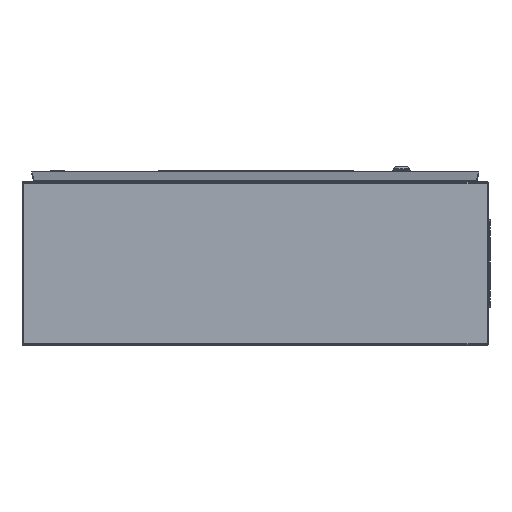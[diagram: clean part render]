
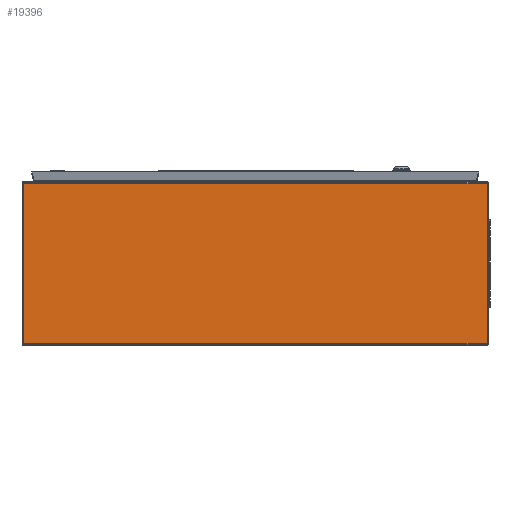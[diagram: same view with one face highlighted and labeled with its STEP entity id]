
A CAD part, left-side view. The second image highlights one B-rep face of the part: STEP entity #19396.
In plain terms, the highlighted planar face has unit normal (-1, 0, 0).
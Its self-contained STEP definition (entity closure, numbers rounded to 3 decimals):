
#1769 = CARTESIAN_POINT ( 'NONE',  ( -300., -400., 277.6 ) ) ;
#1804 = DIRECTION ( 'NONE',  ( 0., 1., 0. ) ) ;
#2968 = CARTESIAN_POINT ( 'NONE',  ( -300., -397.6, 277.6 ) ) ;
#3397 = AXIS2_PLACEMENT_3D ( 'NONE', #4310, #4311, #4312 ) ;
#4310 = CARTESIAN_POINT ( 'NONE',  ( -300., -400., 297. ) ) ;
#4311 = DIRECTION ( 'NONE',  ( 1., 0., 0. ) ) ;
#4312 = DIRECTION ( 'NONE',  ( 0., 0., -1. ) ) ;
#4314 = PLANE ( 'NONE',  #3397 ) ;
#10667 = DIRECTION ( 'NONE',  ( 0., -1., 0. ) ) ;
#10668 = CARTESIAN_POINT ( 'NONE',  ( -300., -400., 2.4 ) ) ;
#10678 = CARTESIAN_POINT ( 'NONE',  ( -300., -397.6, 297. ) ) ;
#10685 = DIRECTION ( 'NONE',  ( 0., 0., 1. ) ) ;
#11743 = CARTESIAN_POINT ( 'NONE',  ( -300., 397.6, 2.4 ) ) ;
#11759 = CARTESIAN_POINT ( 'NONE',  ( -300., 397.6, 277.6 ) ) ;
#11773 = CARTESIAN_POINT ( 'NONE',  ( -300., -397.6, 2.4 ) ) ;
#11921 = LINE ( 'NONE', #1769, #11929 ) ;
#11929 = VECTOR ( 'NONE', #1804, 1000. ) ;
#11937 = VECTOR ( 'NONE', #10667, 1000. ) ;
#11957 = LINE ( 'NONE', #10678, #11967 ) ;
#11967 = VECTOR ( 'NONE', #10685, 1000. ) ;
#11973 = LINE ( 'NONE', #10668, #11937 ) ;
#18052 = EDGE_CURVE ( 'NONE', #21629, #21588, #11921, .T. ) ;
#18078 = EDGE_CURVE ( 'NONE', #21578, #21599, #11973, .T. ) ;
#18083 = EDGE_CURVE ( 'NONE', #21599, #21629, #11957, .T. ) ;
#18351 = EDGE_CURVE ( 'NONE', #21588, #21578, #31810, .T. ) ;
#19396 = ADVANCED_FACE ( 'NONE', ( #33275 ), #4314, .F. ) ;
#21578 = VERTEX_POINT ( 'NONE', #11743 ) ;
#21588 = VERTEX_POINT ( 'NONE', #11759 ) ;
#21599 = VERTEX_POINT ( 'NONE', #11773 ) ;
#21629 = VERTEX_POINT ( 'NONE', #2968 ) ;
#21901 = CARTESIAN_POINT ( 'NONE',  ( -300., 397.6, 297. ) ) ;
#21924 = DIRECTION ( 'NONE',  ( 0., 0., -1. ) ) ;
#22075 = EDGE_LOOP ( 'NONE', ( #24509, #24472, #24491, #24482 ) ) ;
#24472 = ORIENTED_EDGE ( 'NONE', *, *, #18052, .T. ) ;
#24482 = ORIENTED_EDGE ( 'NONE', *, *, #18078, .T. ) ;
#24491 = ORIENTED_EDGE ( 'NONE', *, *, #18351, .T. ) ;
#24509 = ORIENTED_EDGE ( 'NONE', *, *, #18083, .T. ) ;
#31793 = VECTOR ( 'NONE', #21924, 1000. ) ;
#31810 = LINE ( 'NONE', #21901, #31793 ) ;
#33275 = FACE_OUTER_BOUND ( 'NONE', #22075, .T. ) ;
